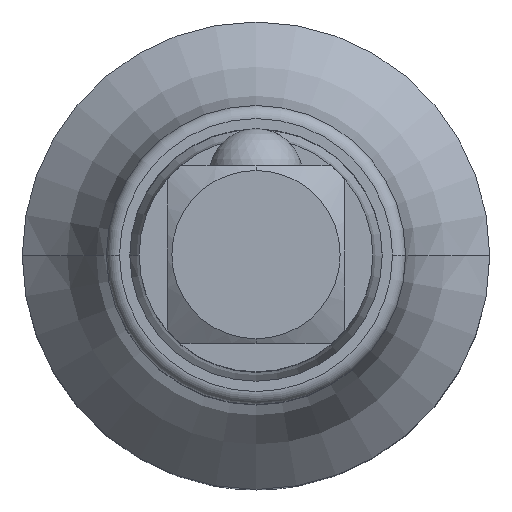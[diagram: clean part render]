
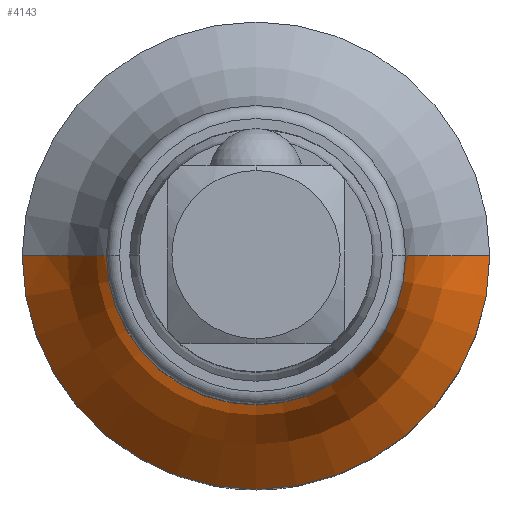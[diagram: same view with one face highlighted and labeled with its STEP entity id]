
A CAD part, top view. The second image highlights one B-rep face of the part: STEP entity #4143.
In plain terms, the highlighted toroidal (fillet/blend) face has major radius 18 mm and minor radius 10 mm.
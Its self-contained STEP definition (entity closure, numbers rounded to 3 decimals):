
#3611=CARTESIAN_POINT('',(0.,0.,17.2));
#3612=DIRECTION('',(0.,0.,1.));
#3613=DIRECTION('',(-1.,0.,0.));
#3614=AXIS2_PLACEMENT_3D('',#3611,#3612,#3613);
#3704=CARTESIAN_POINT('',(18.,0.,
25.552));
#3705=DIRECTION('',(0.,1.,0.));
#3706=DIRECTION('',(-0.55,0.,-0.835));
#3707=AXIS2_PLACEMENT_3D('',#3704,#3705,#3706);
#3712=CARTESIAN_POINT('',(-18.,0.,
25.552));
#3713=DIRECTION('',(0.,-1.,0.));
#3714=DIRECTION('',(0.55,0.,-0.835));
#3715=AXIS2_PLACEMENT_3D('',#3712,#3713,#3714);
#3728=CARTESIAN_POINT('',(0.,0.,25.552));
#3729=DIRECTION('',(0.,0.,1.));
#3730=DIRECTION('',(-1.,0.,0.));
#3731=AXIS2_PLACEMENT_3D('',#3728,#3729,#3730);
#3860=CARTESIAN_POINT('',(-12.5,0.,17.2));
#3861=CARTESIAN_POINT('',(12.5,0.,17.2));
#3862=VERTEX_POINT('',#3860);
#3863=VERTEX_POINT('',#3861);
#3864=CARTESIAN_POINT('',(-8.,0.,25.552));
#3865=CARTESIAN_POINT('',(8.,0.,25.552));
#3866=VERTEX_POINT('',#3864);
#3867=VERTEX_POINT('',#3865);
#4131=CARTESIAN_POINT('',(0.,0.,25.552));
#4132=DIRECTION('',(0.,0.,1.));
#4133=DIRECTION('',(-1.,0.,0.));
#4134=AXIS2_PLACEMENT_3D('',#4131,#4132,#4133);
#4135=TOROIDAL_SURFACE('',#4134,18.,10.);
#4136=ORIENTED_EDGE('',*,*,#4065,.F.);
#4137=ORIENTED_EDGE('',*,*,#4126,.T.);
#4139=ORIENTED_EDGE('',*,*,#4138,.T.);
#4140=ORIENTED_EDGE('',*,*,#4122,.F.);
#4141=EDGE_LOOP('',(#4136,#4137,#4139,#4140));
#4142=FACE_OUTER_BOUND('',#4141,.F.);
#4143=ADVANCED_FACE('',(#4142),#4135,.F.);
#3615=CIRCLE('',#3614,12.5);
#3708=CIRCLE('',#3707,10.);
#3716=CIRCLE('',#3715,10.);
#3732=CIRCLE('',#3731,8.);
#4065=EDGE_CURVE('',#3862,#3863,#3615,.T.);
#4122=EDGE_CURVE('',#3863,#3867,#3708,.T.);
#4126=EDGE_CURVE('',#3862,#3866,#3716,.T.);
#4138=EDGE_CURVE('',#3866,#3867,#3732,.T.);
